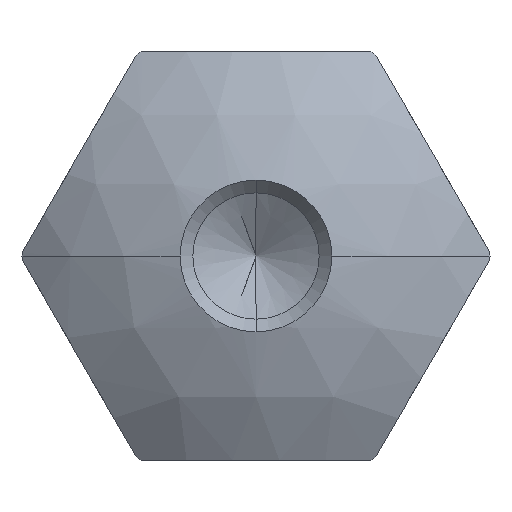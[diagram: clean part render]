
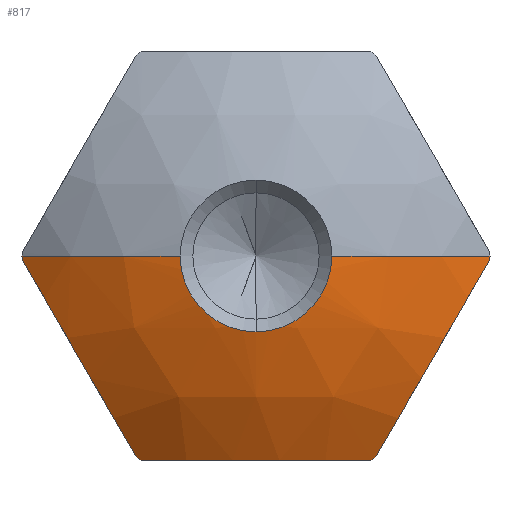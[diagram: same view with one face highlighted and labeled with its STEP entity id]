
A CAD part, front view. The second image highlights one B-rep face of the part: STEP entity #817.
In plain terms, the highlighted spherical face has radius 20 mm.
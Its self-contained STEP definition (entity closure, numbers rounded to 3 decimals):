
#1 = DIRECTION ( 'NONE',  ( 0., -1., 0. ) ) ;
#3 = EDGE_CURVE ( 'NONE', #154, #62, #1022, .T. ) ;
#31 = DIRECTION ( 'NONE',  ( 0., 0., 1. ) ) ;
#34 = ORIENTED_EDGE ( 'NONE', *, *, #1202, .F. ) ;
#58 = ORIENTED_EDGE ( 'NONE', *, *, #395, .F. ) ;
#61 = ORIENTED_EDGE ( 'NONE', *, *, #78, .T. ) ;
#62 = VERTEX_POINT ( 'NONE', #699 ) ;
#67 = ORIENTED_EDGE ( 'NONE', *, *, #879, .T. ) ;
#78 = EDGE_CURVE ( 'NONE', #154, #479, #1212, .T. ) ;
#83 = AXIS2_PLACEMENT_3D ( 'NONE', #916, #324, #1014 ) ;
#86 = EDGE_CURVE ( 'NONE', #525, #929, #951, .T. ) ;
#122 = VERTEX_POINT ( 'NONE', #880 ) ;
#129 = DIRECTION ( 'NONE',  ( 0., -1., 0. ) ) ;
#142 = DIRECTION ( 'NONE',  ( -1., 0., 0. ) ) ;
#154 = VERTEX_POINT ( 'NONE', #614 ) ;
#180 = CARTESIAN_POINT ( 'NONE',  ( 0., -12.936, 0. ) ) ;
#185 = CARTESIAN_POINT ( 'NONE',  ( 0., -12.936, 0. ) ) ;
#190 = VERTEX_POINT ( 'NONE', #759 ) ;
#203 = DIRECTION ( 'NONE',  ( 0.866, 0., -0.5 ) ) ;
#207 = AXIS2_PLACEMENT_3D ( 'NONE', #803, #203, #895 ) ;
#227 = ORIENTED_EDGE ( 'NONE', *, *, #259, .T. ) ;
#237 = CARTESIAN_POINT ( 'NONE',  ( 0., -16.983, 0. ) ) ;
#259 = EDGE_CURVE ( 'NONE', #1041, #62, #684, .T. ) ;
#276 = DIRECTION ( 'NONE',  ( 0., 0., -1. ) ) ;
#279 = DIRECTION ( 'NONE',  ( 0., 0., -1. ) ) ;
#297 = VERTEX_POINT ( 'NONE', #891 ) ;
#302 = CARTESIAN_POINT ( 'NONE',  ( 12.6, -12.936, 0. ) ) ;
#305 = ORIENTED_EDGE ( 'NONE', *, *, #1159, .T. ) ;
#324 = DIRECTION ( 'NONE',  ( 0., 1., 0. ) ) ;
#339 = DIRECTION ( 'NONE',  ( 0., 0., 1. ) ) ;
#343 = CARTESIAN_POINT ( 'NONE',  ( 0., 2.596, 0. ) ) ;
#354 = EDGE_CURVE ( 'NONE', #929, #852, #1077, .T. ) ;
#355 = CIRCLE ( 'NONE', #1169, 16.703 ) ;
#383 = DIRECTION ( 'NONE',  ( 0., -1., 0. ) ) ;
#395 = EDGE_CURVE ( 'NONE', #297, #479, #1053, .T. ) ;
#420 = CARTESIAN_POINT ( 'NONE',  ( 6.454, -12.936, -10.822 ) ) ;
#441 = DIRECTION ( 'NONE',  ( 0., 0., -1. ) ) ;
#445 = CARTESIAN_POINT ( 'NONE',  ( -9.526, 2.596, -5.5 ) ) ;
#479 = VERTEX_POINT ( 'NONE', #420 ) ;
#525 = VERTEX_POINT ( 'NONE', #302 ) ;
#558 = DIRECTION ( 'NONE',  ( -0.5, 0., 0.866 ) ) ;
#576 = AXIS2_PLACEMENT_3D ( 'NONE', #1229, #441, #650 ) ;
#595 = CARTESIAN_POINT ( 'NONE',  ( 0., -12.936, 0. ) ) ;
#606 = CIRCLE ( 'NONE', #877, 12.6 ) ;
#614 = CARTESIAN_POINT ( 'NONE',  ( 6.145, -12.936, -11. ) ) ;
#620 = EDGE_CURVE ( 'NONE', #190, #122, #791, .T. ) ;
#624 = CARTESIAN_POINT ( 'NONE',  ( 0., 2.596, 0. ) ) ;
#647 = FACE_OUTER_BOUND ( 'NONE', #780, .T. ) ;
#650 = DIRECTION ( 'NONE',  ( -1., 0., 0. ) ) ;
#684 = CIRCLE ( 'NONE', #700, 12.6 ) ;
#685 = ORIENTED_EDGE ( 'NONE', *, *, #3, .F. ) ;
#686 = ORIENTED_EDGE ( 'NONE', *, *, #620, .F. ) ;
#689 = ORIENTED_EDGE ( 'NONE', *, *, #354, .T. ) ;
#695 = DIRECTION ( 'NONE',  ( 0., 0., -1. ) ) ;
#699 = CARTESIAN_POINT ( 'NONE',  ( -6.145, -12.936, -11. ) ) ;
#700 = AXIS2_PLACEMENT_3D ( 'NONE', #595, #1, #695 ) ;
#718 = CARTESIAN_POINT ( 'NONE',  ( 0., -12.936, 0. ) ) ;
#719 = DIRECTION ( 'NONE',  ( 1., 0., 0. ) ) ;
#722 = AXIS2_PLACEMENT_3D ( 'NONE', #624, #31, #719 ) ;
#728 = AXIS2_PLACEMENT_3D ( 'NONE', #718, #129, #825 ) ;
#752 = AXIS2_PLACEMENT_3D ( 'NONE', #343, #842, #142 ) ;
#759 = CARTESIAN_POINT ( 'NONE',  ( -12.6, -12.936, 0. ) ) ;
#765 = CARTESIAN_POINT ( 'NONE',  ( -12.599, -12.936, -0.178 ) ) ;
#780 = EDGE_LOOP ( 'NONE', ( #1264, #1145, #689, #305, #686, #67, #34, #227, #685, #61, #58 ) ) ;
#791 = CIRCLE ( 'NONE', #722, 20. ) ;
#801 = CARTESIAN_POINT ( 'NONE',  ( 0., 2.596, 0. ) ) ;
#803 = CARTESIAN_POINT ( 'NONE',  ( 9.526, 2.596, -5.5 ) ) ;
#817 = ADVANCED_FACE ( 'NONE', ( #647 ), #894, .T. ) ;
#825 = DIRECTION ( 'NONE',  ( 0., 0., -1. ) ) ;
#842 = DIRECTION ( 'NONE',  ( 0., 0., -1. ) ) ;
#852 = VERTEX_POINT ( 'NONE', #1034 ) ;
#873 = DIRECTION ( 'NONE',  ( 0., -1., 0. ) ) ;
#877 = AXIS2_PLACEMENT_3D ( 'NONE', #180, #873, #276 ) ;
#879 = EDGE_CURVE ( 'NONE', #190, #1231, #606, .T. ) ;
#880 = CARTESIAN_POINT ( 'NONE',  ( -4.083, -16.983, 0. ) ) ;
#891 = CARTESIAN_POINT ( 'NONE',  ( 12.599, -12.936, -0.178 ) ) ;
#894 = SPHERICAL_SURFACE ( 'NONE', #752, 20. ) ;
#895 = DIRECTION ( 'NONE',  ( -0.5, 0., -0.866 ) ) ;
#916 = CARTESIAN_POINT ( 'NONE',  ( 0., -16.983, 0. ) ) ;
#928 = DIRECTION ( 'NONE',  ( 0., 1., 0. ) ) ;
#929 = VERTEX_POINT ( 'NONE', #1261 ) ;
#939 = CIRCLE ( 'NONE', #728, 12.6 ) ;
#951 = CIRCLE ( 'NONE', #1124, 20. ) ;
#978 = AXIS2_PLACEMENT_3D ( 'NONE', #185, #383, #279 ) ;
#991 = CARTESIAN_POINT ( 'NONE',  ( -6.454, -12.936, -10.822 ) ) ;
#1014 = DIRECTION ( 'NONE',  ( 0., 0., 1. ) ) ;
#1022 = CIRCLE ( 'NONE', #576, 16.703 ) ;
#1034 = CARTESIAN_POINT ( 'NONE',  ( 0., -16.983, -4.083 ) ) ;
#1041 = VERTEX_POINT ( 'NONE', #991 ) ;
#1050 = AXIS2_PLACEMENT_3D ( 'NONE', #237, #928, #339 ) ;
#1053 = CIRCLE ( 'NONE', #207, 16.703 ) ;
#1062 = DIRECTION ( 'NONE',  ( 0., 0., -1. ) ) ;
#1077 = CIRCLE ( 'NONE', #83, 4.083 ) ;
#1096 = EDGE_CURVE ( 'NONE', #297, #525, #939, .T. ) ;
#1124 = AXIS2_PLACEMENT_3D ( 'NONE', #801, #1062, #1266 ) ;
#1134 = CIRCLE ( 'NONE', #1050, 4.083 ) ;
#1141 = DIRECTION ( 'NONE',  ( -0.866, 0., -0.5 ) ) ;
#1145 = ORIENTED_EDGE ( 'NONE', *, *, #86, .T. ) ;
#1159 = EDGE_CURVE ( 'NONE', #852, #122, #1134, .T. ) ;
#1169 = AXIS2_PLACEMENT_3D ( 'NONE', #445, #1141, #558 ) ;
#1202 = EDGE_CURVE ( 'NONE', #1041, #1231, #355, .T. ) ;
#1212 = CIRCLE ( 'NONE', #978, 12.6 ) ;
#1229 = CARTESIAN_POINT ( 'NONE',  ( 0., 2.596, -11. ) ) ;
#1231 = VERTEX_POINT ( 'NONE', #765 ) ;
#1261 = CARTESIAN_POINT ( 'NONE',  ( 4.083, -16.983, 0. ) ) ;
#1264 = ORIENTED_EDGE ( 'NONE', *, *, #1096, .T. ) ;
#1266 = DIRECTION ( 'NONE',  ( -1., 0., 0. ) ) ;
